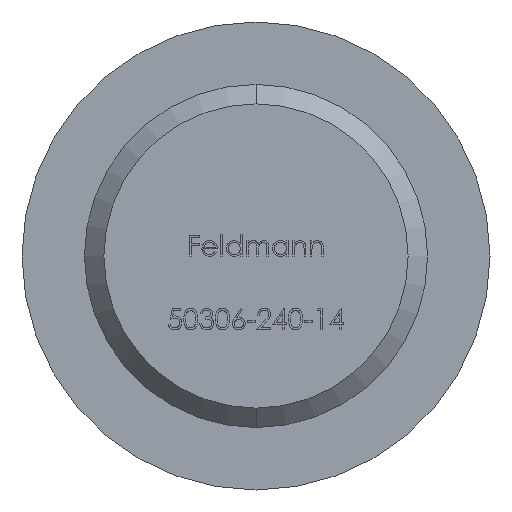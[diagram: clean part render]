
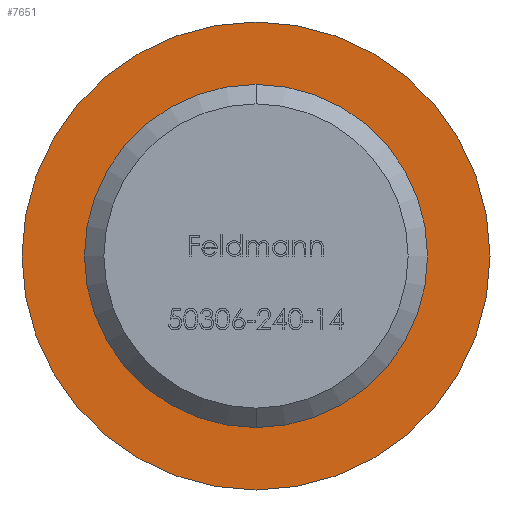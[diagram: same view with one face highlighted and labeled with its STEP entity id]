
A CAD part, front view. The second image highlights one B-rep face of the part: STEP entity #7651.
In plain terms, the highlighted planar face has unit normal (0, -1, 0).
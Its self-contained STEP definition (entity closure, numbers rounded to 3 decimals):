
#627 = VERTEX_POINT ( 'NONE', #7059 ) ;
#718 = AXIS2_PLACEMENT_3D ( 'NONE', #3331, #5600, #13520 ) ;
#745 = AXIS2_PLACEMENT_3D ( 'NONE', #9905, #4270, #5295 ) ;
#785 = ORIENTED_EDGE ( 'NONE', *, *, #992, .T. ) ;
#992 = EDGE_CURVE ( 'NONE', #7942, #627, #12600, .T. ) ;
#2422 = CARTESIAN_POINT ( 'NONE',  ( 0., 10., 3.9 ) ) ;
#2435 = CIRCLE ( 'NONE', #11418, 6. ) ;
#3023 = ORIENTED_EDGE ( 'NONE', *, *, #5001, .T. ) ;
#3111 = CARTESIAN_POINT ( 'NONE',  ( 0., 10., 0. ) ) ;
#3331 = CARTESIAN_POINT ( 'NONE',  ( 4.4, 10., 0. ) ) ;
#3537 = CARTESIAN_POINT ( 'NONE',  ( 0., 10., 0. ) ) ;
#3799 = CARTESIAN_POINT ( 'NONE',  ( 0., 10., -3.9 ) ) ;
#4095 = EDGE_LOOP ( 'NONE', ( #785, #3023 ) ) ;
#4270 = DIRECTION ( 'NONE',  ( 0., -1., 0. ) ) ;
#4397 = DIRECTION ( 'NONE',  ( 0., 0., -1. ) ) ;
#4448 = DIRECTION ( 'NONE',  ( 0., -1., 0. ) ) ;
#4927 = VERTEX_POINT ( 'NONE', #2422 ) ;
#5001 = EDGE_CURVE ( 'NONE', #627, #7942, #2435, .T. ) ;
#5250 = ORIENTED_EDGE ( 'NONE', *, *, #10999, .F. ) ;
#5295 = DIRECTION ( 'NONE',  ( 0., 0., -1. ) ) ;
#5600 = DIRECTION ( 'NONE',  ( 0., -1., 0. ) ) ;
#6407 = DIRECTION ( 'NONE',  ( 0., -1., 0. ) ) ;
#7059 = CARTESIAN_POINT ( 'NONE',  ( 0., 10., 6. ) ) ;
#7204 = EDGE_LOOP ( 'NONE', ( #11417, #5250 ) ) ;
#7429 = CIRCLE ( 'NONE', #13340, 3.9 ) ;
#7651 = ADVANCED_FACE ( 'NONE', ( #14005, #11083 ), #10123, .T. ) ;
#7942 = VERTEX_POINT ( 'NONE', #10401 ) ;
#8489 = AXIS2_PLACEMENT_3D ( 'NONE', #3537, #11435, #10368 ) ;
#8637 = EDGE_CURVE ( 'NONE', #14033, #4927, #7429, .T. ) ;
#9402 = CIRCLE ( 'NONE', #745, 3.9 ) ;
#9905 = CARTESIAN_POINT ( 'NONE',  ( 0., 10., 0. ) ) ;
#10123 = PLANE ( 'NONE',  #718 ) ;
#10368 = DIRECTION ( 'NONE',  ( 0., 0., -1. ) ) ;
#10401 = CARTESIAN_POINT ( 'NONE',  ( 0., 10., -6. ) ) ;
#10999 = EDGE_CURVE ( 'NONE', #4927, #14033, #9402, .T. ) ;
#11083 = FACE_BOUND ( 'NONE', #7204, .T. ) ;
#11417 = ORIENTED_EDGE ( 'NONE', *, *, #8637, .F. ) ;
#11418 = AXIS2_PLACEMENT_3D ( 'NONE', #3111, #4448, #4397 ) ;
#11435 = DIRECTION ( 'NONE',  ( 0., -1., 0. ) ) ;
#11898 = CARTESIAN_POINT ( 'NONE',  ( 0., 10., 0. ) ) ;
#12600 = CIRCLE ( 'NONE', #8489, 6. ) ;
#13340 = AXIS2_PLACEMENT_3D ( 'NONE', #11898, #6407, #14306 ) ;
#13520 = DIRECTION ( 'NONE',  ( 0., 0., -1. ) ) ;
#14005 = FACE_OUTER_BOUND ( 'NONE', #4095, .T. ) ;
#14033 = VERTEX_POINT ( 'NONE', #3799 ) ;
#14306 = DIRECTION ( 'NONE',  ( 0., 0., -1. ) ) ;
